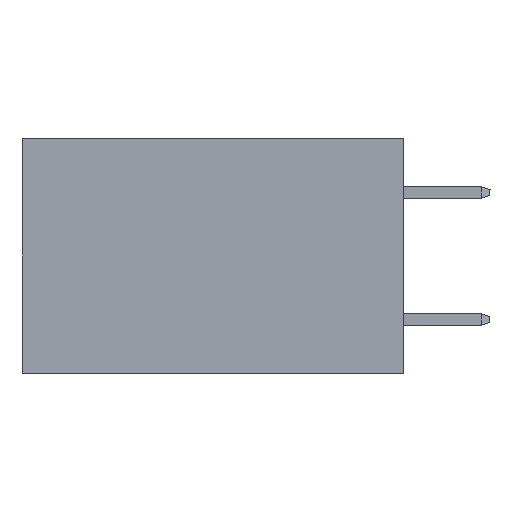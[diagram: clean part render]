
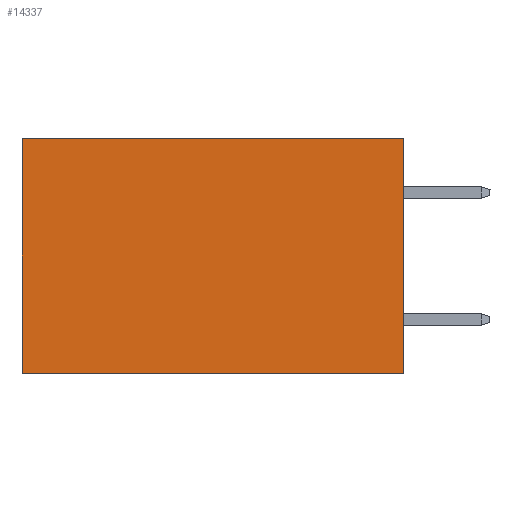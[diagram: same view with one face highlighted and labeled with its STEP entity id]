
A CAD part, left-side view. The second image highlights one B-rep face of the part: STEP entity #14337.
In plain terms, the highlighted planar face has unit normal (-1, 0, 0).
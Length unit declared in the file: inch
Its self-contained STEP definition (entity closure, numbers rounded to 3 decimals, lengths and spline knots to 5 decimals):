
#823 = CARTESIAN_POINT ( 'NONE',  ( 0.2875, 0., 0. ) ) ;
#1148 = ORIENTED_EDGE ( 'NONE', *, *, #18489, .T. ) ;
#2243 = DIRECTION ( 'NONE',  ( 0., 0., -1. ) ) ;
#4629 = CARTESIAN_POINT ( 'NONE',  ( 0.2875, 0., 0. ) ) ;
#4789 = LINE ( 'NONE', #28197, #21027 ) ;
#4964 = VERTEX_POINT ( 'NONE', #17489 ) ;
#5212 = ORIENTED_EDGE ( 'NONE', *, *, #17450, .T. ) ;
#7970 = CARTESIAN_POINT ( 'NONE',  ( 0.2875, 0., 0. ) ) ;
#8680 = ORIENTED_EDGE ( 'NONE', *, *, #14589, .F. ) ;
#10906 = EDGE_LOOP ( 'NONE', ( #5212, #8680, #13678, #1148 ) ) ;
#11086 = LINE ( 'NONE', #7970, #24931 ) ;
#12158 = CARTESIAN_POINT ( 'NONE',  ( 0.2875, 0., 0. ) ) ;
#13678 = ORIENTED_EDGE ( 'NONE', *, *, #23007, .F. ) ;
#14155 = DIRECTION ( 'NONE',  ( 0., 0., -1. ) ) ;
#14337 = ADVANCED_FACE ( 'NONE', ( #20461 ), #26761, .F. ) ;
#14589 = EDGE_CURVE ( 'NONE', #4964, #24396, #26444, .T. ) ;
#15456 = VECTOR ( 'NONE', #14155, 39.37008 ) ;
#17450 = EDGE_CURVE ( 'NONE', #20407, #24396, #4789, .T. ) ;
#17489 = CARTESIAN_POINT ( 'NONE',  ( 0.2875, 0., -0.37 ) ) ;
#18489 = EDGE_CURVE ( 'NONE', #25260, #20407, #11086, .T. ) ;
#18936 = DIRECTION ( 'NONE',  ( 0., 0., -1. ) ) ;
#20168 = DIRECTION ( 'NONE',  ( 0., 1., 0. ) ) ;
#20407 = VERTEX_POINT ( 'NONE', #27075 ) ;
#20461 = FACE_OUTER_BOUND ( 'NONE', #10906, .T. ) ;
#21027 = VECTOR ( 'NONE', #18936, 39.37008 ) ;
#21836 = VECTOR ( 'NONE', #28376, 39.37008 ) ;
#22519 = LINE ( 'NONE', #823, #15456 ) ;
#23007 = EDGE_CURVE ( 'NONE', #25260, #4964, #22519, .T. ) ;
#23706 = CARTESIAN_POINT ( 'NONE',  ( 0.2875, 0.6, -0.37 ) ) ;
#23889 = CARTESIAN_POINT ( 'NONE',  ( 0.2875, 0., -0.37 ) ) ;
#24396 = VERTEX_POINT ( 'NONE', #23706 ) ;
#24931 = VECTOR ( 'NONE', #20168, 39.37008 ) ;
#25260 = VERTEX_POINT ( 'NONE', #12158 ) ;
#26444 = LINE ( 'NONE', #23889, #21836 ) ;
#26648 = AXIS2_PLACEMENT_3D ( 'NONE', #4629, #27351, #2243 ) ;
#26761 = PLANE ( 'NONE',  #26648 ) ;
#27075 = CARTESIAN_POINT ( 'NONE',  ( 0.2875, 0.6, 0. ) ) ;
#27351 = DIRECTION ( 'NONE',  ( 1., 0., 0. ) ) ;
#28197 = CARTESIAN_POINT ( 'NONE',  ( 0.2875, 0.6, 0. ) ) ;
#28376 = DIRECTION ( 'NONE',  ( 0., 1., 0. ) ) ;
